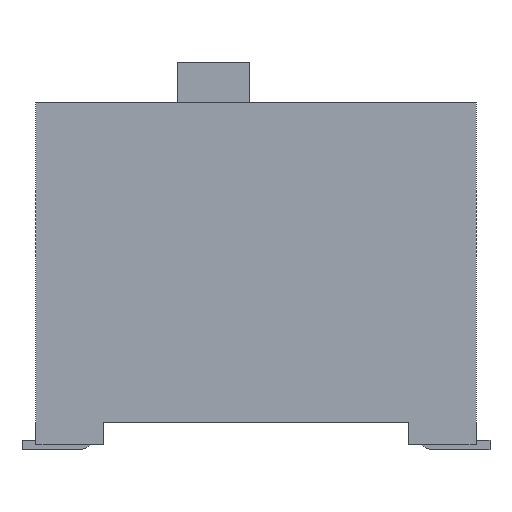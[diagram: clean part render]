
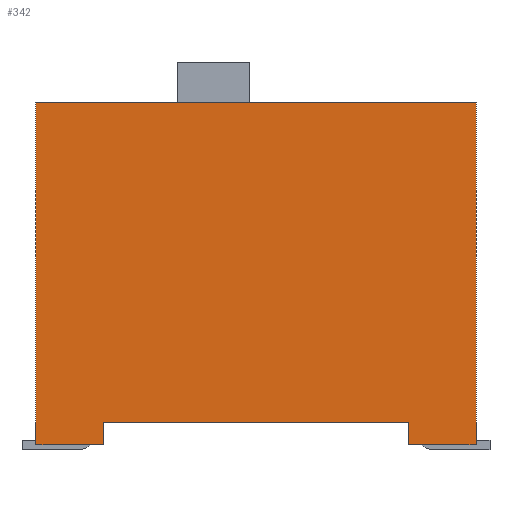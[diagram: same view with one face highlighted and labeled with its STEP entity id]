
A CAD part, left-side view. The second image highlights one B-rep face of the part: STEP entity #342.
In plain terms, the highlighted planar face has unit normal (-1, 0, 0).
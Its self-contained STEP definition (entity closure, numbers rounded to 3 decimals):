
#13=DIRECTION('',(0.,0.,1.));
#34=VECTOR('',#13,1.);
#56=CARTESIAN_POINT('',(-2.36,-4.89,0.1));
#58=DIRECTION('',(1.,0.,0.));
#119=VECTOR('',#120,1.);
#120=DIRECTION('',(0.,-1.,0.));
#123=VERTEX_POINT('',#124);
#124=CARTESIAN_POINT('',(-2.36,-3.39,0.6));
#127=ORIENTED_EDGE('',*,*,#128,.F.);
#128=EDGE_CURVE('',#129,#123,#131,.T.);
#129=VERTEX_POINT('',#130);
#130=CARTESIAN_POINT('',(-2.36,3.39,0.6));
#131=LINE('',#132,#119);
#132=CARTESIAN_POINT('',(-2.36,2.445,0.6));
#211=VERTEX_POINT('',#56);
#215=EDGE_CURVE('',#211,#216,#218,.T.);
#216=VERTEX_POINT('',#217);
#217=CARTESIAN_POINT('',(-2.36,-4.89,7.7));
#218=LINE('',#56,#34);
#293=VERTEX_POINT('',#294);
#294=CARTESIAN_POINT('',(-2.36,4.89,7.7));
#297=EDGE_CURVE('',#298,#293,#300,.T.);
#298=VERTEX_POINT('',#299);
#299=CARTESIAN_POINT('',(-2.36,4.89,0.1));
#300=LINE('',#299,#34);
#322=VECTOR('',#323,1.);
#323=DIRECTION('',(0.,0.,-1.));
#331=VERTEX_POINT('',#332);
#332=CARTESIAN_POINT('',(-2.36,3.39,0.1));
#337=ORIENTED_EDGE('',*,*,#338,.T.);
#338=EDGE_CURVE('',#129,#331,#339,.T.);
#339=LINE('',#332,#322);
#342=ADVANCED_FACE('',(#343),#360,.F.);
#343=FACE_BOUND('',#344,.F.);
#344=EDGE_LOOP('',(#345,#348,#349,#352,#353,#357,#127,#337));
#345=ORIENTED_EDGE('',*,*,#346,.F.);
#346=EDGE_CURVE('',#298,#331,#347,.T.);
#347=LINE('',#299,#119);
#348=ORIENTED_EDGE('',*,*,#297,.T.);
#349=ORIENTED_EDGE('',*,*,#350,.T.);
#350=EDGE_CURVE('',#293,#216,#351,.T.);
#351=LINE('',#294,#119);
#352=ORIENTED_EDGE('',*,*,#215,.F.);
#353=ORIENTED_EDGE('',*,*,#354,.F.);
#354=EDGE_CURVE('',#355,#211,#347,.T.);
#355=VERTEX_POINT('',#356);
#356=CARTESIAN_POINT('',(-2.36,-3.39,0.1));
#357=ORIENTED_EDGE('',*,*,#358,.T.);
#358=EDGE_CURVE('',#355,#123,#359,.T.);
#359=LINE('',#356,#34);
#360=PLANE('',#361);
#361=AXIS2_PLACEMENT_3D('',#299,#58,#120);
